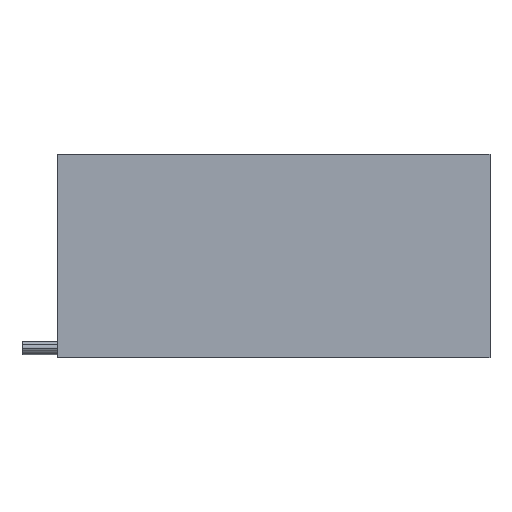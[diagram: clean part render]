
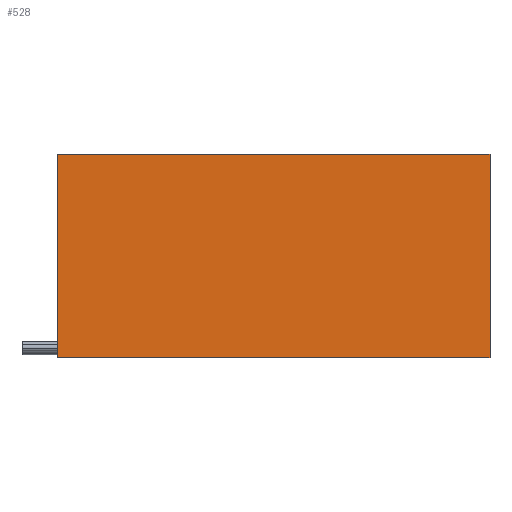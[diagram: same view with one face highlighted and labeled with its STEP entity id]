
A CAD part, top view. The second image highlights one B-rep face of the part: STEP entity #528.
In plain terms, the highlighted planar face has unit normal (0, 0, 1).
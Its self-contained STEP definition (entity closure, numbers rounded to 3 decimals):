
#378 = VERTEX_POINT ( 'NONE', #3198 ) ;
#379 = ORIENTED_EDGE ( 'NONE', *, *, #3656, .T. ) ;
#405 = VERTEX_POINT ( 'NONE', #1719 ) ;
#434 = EDGE_LOOP ( 'NONE', ( #2646, #3424, #379, #5365 ) ) ;
#528 = ADVANCED_FACE ( 'NONE', ( #3024 ), #4753, .T. ) ;
#569 = VERTEX_POINT ( 'NONE', #5101 ) ;
#698 = LINE ( 'NONE', #1106, #4606 ) ;
#997 = DIRECTION ( 'NONE',  ( -1., 0., 0. ) ) ;
#1025 = LINE ( 'NONE', #1437, #3218 ) ;
#1106 = CARTESIAN_POINT ( 'NONE',  ( 182., 85.5, 49.3 ) ) ;
#1254 = EDGE_CURVE ( 'NONE', #378, #405, #5383, .T. ) ;
#1437 = CARTESIAN_POINT ( 'NONE',  ( -182., 85.5, 49.3 ) ) ;
#1612 = EDGE_CURVE ( 'NONE', #4038, #569, #4348, .T. ) ;
#1719 = CARTESIAN_POINT ( 'NONE',  ( 182., -85.5, 49.3 ) ) ;
#2007 = AXIS2_PLACEMENT_3D ( 'NONE', #3841, #3088, #2146 ) ;
#2026 = VECTOR ( 'NONE', #997, 1000. ) ;
#2146 = DIRECTION ( 'NONE',  ( 1., 0., 0. ) ) ;
#2216 = DIRECTION ( 'NONE',  ( 0., -1., 0. ) ) ;
#2274 = CARTESIAN_POINT ( 'NONE',  ( -182., 85.5, 49.3 ) ) ;
#2646 = ORIENTED_EDGE ( 'NONE', *, *, #3464, .T. ) ;
#3024 = FACE_OUTER_BOUND ( 'NONE', #434, .T. ) ;
#3088 = DIRECTION ( 'NONE',  ( 0., 0., 1. ) ) ;
#3104 = DIRECTION ( 'NONE',  ( 1., 0., 0. ) ) ;
#3198 = CARTESIAN_POINT ( 'NONE',  ( -182., -85.5, 49.3 ) ) ;
#3218 = VECTOR ( 'NONE', #2216, 1000. ) ;
#3377 = CARTESIAN_POINT ( 'NONE',  ( 182., 85.5, 49.3 ) ) ;
#3424 = ORIENTED_EDGE ( 'NONE', *, *, #1612, .T. ) ;
#3464 = EDGE_CURVE ( 'NONE', #405, #4038, #698, .T. ) ;
#3656 = EDGE_CURVE ( 'NONE', #569, #378, #1025, .T. ) ;
#3841 = CARTESIAN_POINT ( 'NONE',  ( 0., 0., 49.3 ) ) ;
#4019 = DIRECTION ( 'NONE',  ( 0., 1., 0. ) ) ;
#4033 = VECTOR ( 'NONE', #3104, 1000. ) ;
#4038 = VERTEX_POINT ( 'NONE', #3377 ) ;
#4304 = CARTESIAN_POINT ( 'NONE',  ( -182., -85.5, 49.3 ) ) ;
#4348 = LINE ( 'NONE', #2274, #2026 ) ;
#4606 = VECTOR ( 'NONE', #4019, 1000. ) ;
#4753 = PLANE ( 'NONE',  #2007 ) ;
#5101 = CARTESIAN_POINT ( 'NONE',  ( -182., 85.5, 49.3 ) ) ;
#5365 = ORIENTED_EDGE ( 'NONE', *, *, #1254, .T. ) ;
#5383 = LINE ( 'NONE', #4304, #4033 ) ;
